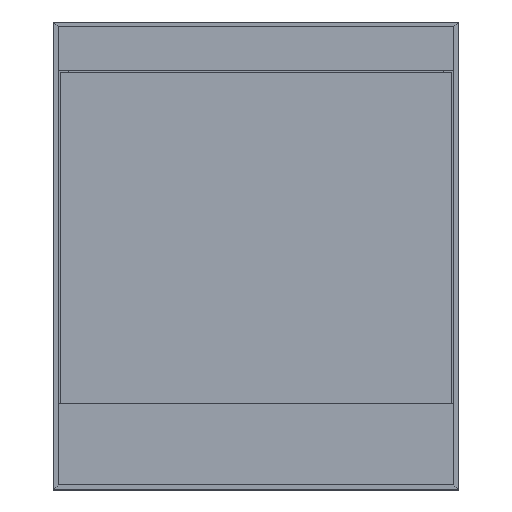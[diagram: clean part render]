
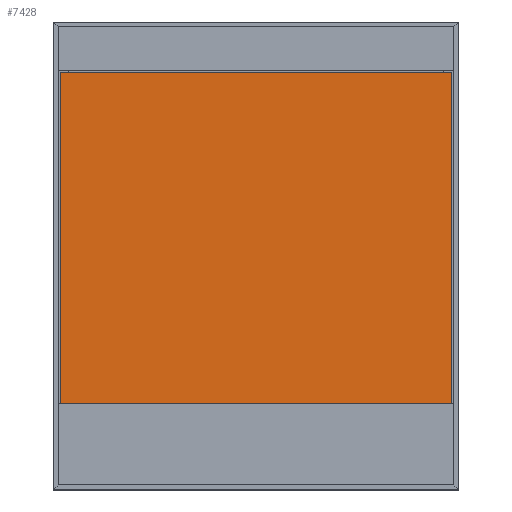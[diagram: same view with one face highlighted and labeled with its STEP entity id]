
A CAD part, top view. The second image highlights one B-rep face of the part: STEP entity #7428.
In plain terms, the highlighted planar face has unit normal (0, 0, 1).
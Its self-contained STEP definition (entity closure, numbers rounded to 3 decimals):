
#167 = CARTESIAN_POINT ( 'NONE',  ( 639., 669., 0. ) ) ;
#758 = EDGE_CURVE ( 'NONE', #8174, #5531, #4140, .T. ) ;
#1313 = ORIENTED_EDGE ( 'NONE', *, *, #3206, .T. ) ;
#1527 = DIRECTION ( 'NONE',  ( 1., 0., 0. ) ) ;
#2144 = LINE ( 'NONE', #5622, #5778 ) ;
#2197 = EDGE_CURVE ( 'NONE', #5531, #7118, #8011, .T. ) ;
#2287 = EDGE_LOOP ( 'NONE', ( #1313, #9235, #11127, #5107 ) ) ;
#2385 = PLANE ( 'NONE',  #2723 ) ;
#2575 = CARTESIAN_POINT ( 'NONE',  ( 639., 669., 0. ) ) ;
#2723 = AXIS2_PLACEMENT_3D ( 'NONE', #5870, #9376, #1527 ) ;
#3206 = EDGE_CURVE ( 'NONE', #11014, #8174, #3208, .T. ) ;
#3208 = LINE ( 'NONE', #6696, #8145 ) ;
#3403 = VECTOR ( 'NONE', #11137, 1000. ) ;
#3656 = DIRECTION ( 'NONE',  ( 0., 1., 0. ) ) ;
#4017 = EDGE_CURVE ( 'NONE', #7118, #11014, #2144, .T. ) ;
#4140 = LINE ( 'NONE', #7637, #3403 ) ;
#4930 = CARTESIAN_POINT ( 'NONE',  ( 639., 138., 0. ) ) ;
#5107 = ORIENTED_EDGE ( 'NONE', *, *, #4017, .T. ) ;
#5253 = CARTESIAN_POINT ( 'NONE',  ( 11., 669., 0. ) ) ;
#5531 = VERTEX_POINT ( 'NONE', #4930 ) ;
#5622 = CARTESIAN_POINT ( 'NONE',  ( 11., 669., 0. ) ) ;
#5741 = VECTOR ( 'NONE', #3656, 1000. ) ;
#5778 = VECTOR ( 'NONE', #9137, 1000. ) ;
#5870 = CARTESIAN_POINT ( 'NONE',  ( 0., 0., 0. ) ) ;
#6696 = CARTESIAN_POINT ( 'NONE',  ( 11., 669., 0. ) ) ;
#6787 = CARTESIAN_POINT ( 'NONE',  ( 11., 138., 0. ) ) ;
#7118 = VERTEX_POINT ( 'NONE', #2575 ) ;
#7428 = ADVANCED_FACE ( 'NONE', ( #10248 ), #2385, .T. ) ;
#7637 = CARTESIAN_POINT ( 'NONE',  ( 11., 138., 0. ) ) ;
#8011 = LINE ( 'NONE', #167, #5741 ) ;
#8145 = VECTOR ( 'NONE', #10208, 1000. ) ;
#8174 = VERTEX_POINT ( 'NONE', #6787 ) ;
#9137 = DIRECTION ( 'NONE',  ( -1., 0., 0. ) ) ;
#9235 = ORIENTED_EDGE ( 'NONE', *, *, #758, .T. ) ;
#9376 = DIRECTION ( 'NONE',  ( 0., 0., 1. ) ) ;
#10208 = DIRECTION ( 'NONE',  ( 0., -1., 0. ) ) ;
#10248 = FACE_OUTER_BOUND ( 'NONE', #2287, .T. ) ;
#11014 = VERTEX_POINT ( 'NONE', #5253 ) ;
#11127 = ORIENTED_EDGE ( 'NONE', *, *, #2197, .T. ) ;
#11137 = DIRECTION ( 'NONE',  ( 1., 0., 0. ) ) ;
